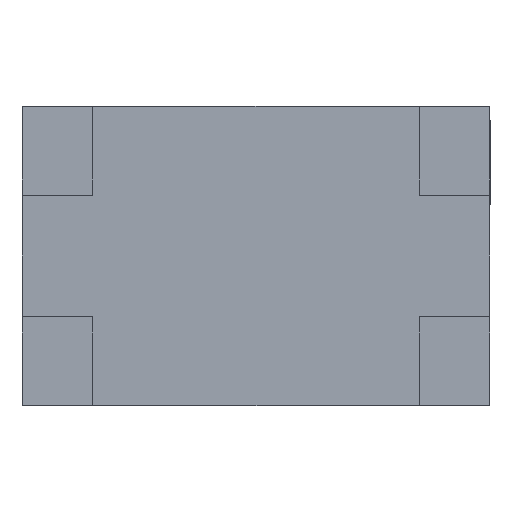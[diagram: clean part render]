
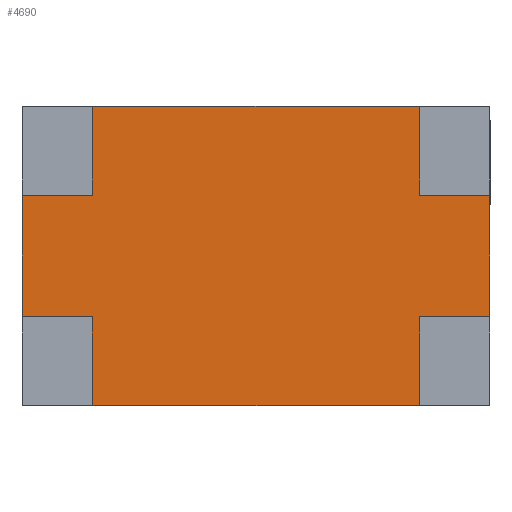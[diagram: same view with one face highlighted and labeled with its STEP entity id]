
A CAD part, front view. The second image highlights one B-rep face of the part: STEP entity #4690.
In plain terms, the highlighted planar face has unit normal (0, -1, 0).
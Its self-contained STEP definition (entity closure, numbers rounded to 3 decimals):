
#42 = CARTESIAN_POINT ( 'NONE',  ( 2.3, 0.05, -1.4 ) ) ;
#57 = VECTOR ( 'NONE', #4790, 1000. ) ;
#181 = DIRECTION ( 'NONE',  ( -1., 0., 0. ) ) ;
#229 = CARTESIAN_POINT ( 'NONE',  ( 2.3, 0.05, 1.6 ) ) ;
#261 = DIRECTION ( 'NONE',  ( 0., 1., 0. ) ) ;
#308 = VECTOR ( 'NONE', #4343, 1000. ) ;
#390 = VERTEX_POINT ( 'NONE', #5427 ) ;
#431 = VECTOR ( 'NONE', #2884, 1000. ) ;
#455 = ORIENTED_EDGE ( 'NONE', *, *, #1088, .F. ) ;
#594 = CARTESIAN_POINT ( 'NONE',  ( -2.3, 0.05, 1.6 ) ) ;
#788 = VECTOR ( 'NONE', #181, 1000. ) ;
#845 = LINE ( 'NONE', #4528, #4972 ) ;
#860 = VERTEX_POINT ( 'NONE', #2998 ) ;
#871 = DIRECTION ( 'NONE',  ( 0., 0., -1. ) ) ;
#1021 = DIRECTION ( 'NONE',  ( 0., 0., 1. ) ) ;
#1023 = EDGE_CURVE ( 'NONE', #1270, #5027, #2684, .T. ) ;
#1088 = EDGE_CURVE ( 'NONE', #860, #3431, #3357, .T. ) ;
#1133 = EDGE_LOOP ( 'NONE', ( #5374, #2066, #2962, #4052, #2680, #4091, #5443, #1681, #455, #5503, #1433, #5122 ) ) ;
#1166 = VECTOR ( 'NONE', #5351, 1000. ) ;
#1215 = AXIS2_PLACEMENT_3D ( 'NONE', #5791, #261, #1961 ) ;
#1232 = LINE ( 'NONE', #5368, #308 ) ;
#1270 = VERTEX_POINT ( 'NONE', #229 ) ;
#1292 = CARTESIAN_POINT ( 'NONE',  ( 2.5, 0.05, -1.4 ) ) ;
#1433 = ORIENTED_EDGE ( 'NONE', *, *, #5513, .F. ) ;
#1506 = LINE ( 'NONE', #5663, #5247 ) ;
#1605 = CARTESIAN_POINT ( 'NONE',  ( -2.3, 0.05, 1.6 ) ) ;
#1619 = VERTEX_POINT ( 'NONE', #3074 ) ;
#1632 = EDGE_CURVE ( 'NONE', #2805, #4899, #5930, .T. ) ;
#1660 = VECTOR ( 'NONE', #4144, 1000. ) ;
#1681 = ORIENTED_EDGE ( 'NONE', *, *, #4837, .F. ) ;
#1826 = LINE ( 'NONE', #5173, #5590 ) ;
#1961 = DIRECTION ( 'NONE',  ( 0., 0., 1. ) ) ;
#2046 = FACE_OUTER_BOUND ( 'NONE', #1133, .T. ) ;
#2066 = ORIENTED_EDGE ( 'NONE', *, *, #3971, .F. ) ;
#2101 = EDGE_CURVE ( 'NONE', #4983, #390, #1232, .T. ) ;
#2311 = EDGE_CURVE ( 'NONE', #5709, #860, #1506, .T. ) ;
#2420 = CARTESIAN_POINT ( 'NONE',  ( 2.5, 0.05, -1.4 ) ) ;
#2437 = CARTESIAN_POINT ( 'NONE',  ( 2.3, 0.05, 1.4 ) ) ;
#2522 = VERTEX_POINT ( 'NONE', #2852 ) ;
#2680 = ORIENTED_EDGE ( 'NONE', *, *, #4527, .F. ) ;
#2684 = LINE ( 'NONE', #4568, #2765 ) ;
#2726 = EDGE_CURVE ( 'NONE', #390, #2745, #4756, .T. ) ;
#2745 = VERTEX_POINT ( 'NONE', #3365 ) ;
#2765 = VECTOR ( 'NONE', #4536, 1000. ) ;
#2805 = VERTEX_POINT ( 'NONE', #1292 ) ;
#2846 = CARTESIAN_POINT ( 'NONE',  ( -2.5, 0.05, -1.4 ) ) ;
#2852 = CARTESIAN_POINT ( 'NONE',  ( 2.3, 0.05, -1.6 ) ) ;
#2884 = DIRECTION ( 'NONE',  ( 0., 0., -1. ) ) ;
#2907 = LINE ( 'NONE', #2968, #57 ) ;
#2962 = ORIENTED_EDGE ( 'NONE', *, *, #3260, .F. ) ;
#2968 = CARTESIAN_POINT ( 'NONE',  ( -2.5, 0.05, -1.4 ) ) ;
#2998 = CARTESIAN_POINT ( 'NONE',  ( -2.3, 0.05, 1.4 ) ) ;
#3074 = CARTESIAN_POINT ( 'NONE',  ( 2.5, 0.05, 1.4 ) ) ;
#3205 = DIRECTION ( 'NONE',  ( 1., 0., 0. ) ) ;
#3260 = EDGE_CURVE ( 'NONE', #4899, #2522, #845, .T. ) ;
#3357 = LINE ( 'NONE', #594, #4433 ) ;
#3365 = CARTESIAN_POINT ( 'NONE',  ( -2.5, 0.05, -1.4 ) ) ;
#3411 = CARTESIAN_POINT ( 'NONE',  ( -2.3, 0.05, -1.6 ) ) ;
#3417 = VECTOR ( 'NONE', #5149, 1000. ) ;
#3431 = VERTEX_POINT ( 'NONE', #1605 ) ;
#3507 = CARTESIAN_POINT ( 'NONE',  ( -2.5, 0.05, 1.4 ) ) ;
#3879 = LINE ( 'NONE', #2420, #431 ) ;
#3971 = EDGE_CURVE ( 'NONE', #2522, #4983, #4683, .T. ) ;
#4052 = ORIENTED_EDGE ( 'NONE', *, *, #1632, .F. ) ;
#4091 = ORIENTED_EDGE ( 'NONE', *, *, #5895, .F. ) ;
#4144 = DIRECTION ( 'NONE',  ( -1., 0., 0. ) ) ;
#4304 = DIRECTION ( 'NONE',  ( 1., 0., 0. ) ) ;
#4343 = DIRECTION ( 'NONE',  ( 0., 0., 1. ) ) ;
#4433 = VECTOR ( 'NONE', #1021, 1000. ) ;
#4527 = EDGE_CURVE ( 'NONE', #1619, #2805, #3879, .T. ) ;
#4528 = CARTESIAN_POINT ( 'NONE',  ( 2.3, 0.05, -1.6 ) ) ;
#4536 = DIRECTION ( 'NONE',  ( 0., 0., -1. ) ) ;
#4568 = CARTESIAN_POINT ( 'NONE',  ( 2.3, 0.05, 1.6 ) ) ;
#4650 = LINE ( 'NONE', #5119, #3417 ) ;
#4683 = LINE ( 'NONE', #5595, #1660 ) ;
#4690 = ADVANCED_FACE ( 'NONE', ( #2046 ), #5760, .F. ) ;
#4756 = LINE ( 'NONE', #2846, #788 ) ;
#4790 = DIRECTION ( 'NONE',  ( 0., 0., 1. ) ) ;
#4837 = EDGE_CURVE ( 'NONE', #3431, #1270, #4650, .T. ) ;
#4899 = VERTEX_POINT ( 'NONE', #42 ) ;
#4972 = VECTOR ( 'NONE', #871, 1000. ) ;
#4983 = VERTEX_POINT ( 'NONE', #3411 ) ;
#5027 = VERTEX_POINT ( 'NONE', #2437 ) ;
#5119 = CARTESIAN_POINT ( 'NONE',  ( -2.3, 0.05, 1.6 ) ) ;
#5122 = ORIENTED_EDGE ( 'NONE', *, *, #2726, .F. ) ;
#5149 = DIRECTION ( 'NONE',  ( 1., 0., 0. ) ) ;
#5173 = CARTESIAN_POINT ( 'NONE',  ( 2.5, 0.05, 1.4 ) ) ;
#5247 = VECTOR ( 'NONE', #4304, 1000. ) ;
#5351 = DIRECTION ( 'NONE',  ( -1., 0., 0. ) ) ;
#5368 = CARTESIAN_POINT ( 'NONE',  ( -2.3, 0.05, -1.6 ) ) ;
#5374 = ORIENTED_EDGE ( 'NONE', *, *, #2101, .F. ) ;
#5427 = CARTESIAN_POINT ( 'NONE',  ( -2.3, 0.05, -1.4 ) ) ;
#5443 = ORIENTED_EDGE ( 'NONE', *, *, #1023, .F. ) ;
#5471 = CARTESIAN_POINT ( 'NONE',  ( 2.5, 0.05, -1.4 ) ) ;
#5503 = ORIENTED_EDGE ( 'NONE', *, *, #2311, .F. ) ;
#5513 = EDGE_CURVE ( 'NONE', #2745, #5709, #2907, .T. ) ;
#5590 = VECTOR ( 'NONE', #3205, 1000. ) ;
#5595 = CARTESIAN_POINT ( 'NONE',  ( -2.3, 0.05, -1.6 ) ) ;
#5663 = CARTESIAN_POINT ( 'NONE',  ( -2.5, 0.05, 1.4 ) ) ;
#5709 = VERTEX_POINT ( 'NONE', #3507 ) ;
#5760 = PLANE ( 'NONE',  #1215 ) ;
#5791 = CARTESIAN_POINT ( 'NONE',  ( 0., 0.05, 0. ) ) ;
#5895 = EDGE_CURVE ( 'NONE', #5027, #1619, #1826, .T. ) ;
#5930 = LINE ( 'NONE', #5471, #1166 ) ;
